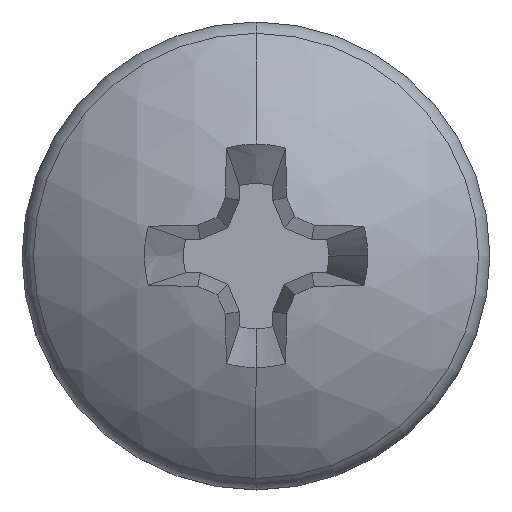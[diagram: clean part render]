
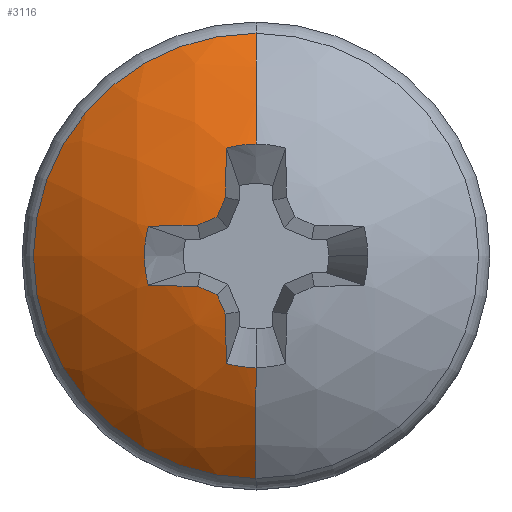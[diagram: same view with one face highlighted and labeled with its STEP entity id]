
A CAD part, top view. The second image highlights one B-rep face of the part: STEP entity #3116.
In plain terms, the highlighted spherical face has radius 4.225 mm.
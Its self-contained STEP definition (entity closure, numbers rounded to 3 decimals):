
#40 = CARTESIAN_POINT ( 'NONE',  ( 0., 0., 36.39 ) ) ;
#41 = DIRECTION ( 'NONE',  ( 0., 0., 1. ) ) ;
#42 = DIRECTION ( 'NONE',  ( 0., -1., 0. ) ) ;
#43 = CARTESIAN_POINT ( 'NONE',  ( 0., 0., 33.275 ) ) ;
#44 = DIRECTION ( 'NONE',  ( -1., 0., 0. ) ) ;
#45 = DIRECTION ( 'NONE',  ( 0., -1., 0. ) ) ;
#46 = CARTESIAN_POINT ( 'NONE',  ( 0., 0., 37.25 ) ) ;
#47 = DIRECTION ( 'NONE',  ( 0., 0., 1. ) ) ;
#48 = DIRECTION ( 'NONE',  ( 0., 1., 0. ) ) ;
#49 = CARTESIAN_POINT ( 'NONE',  ( -0.03, 0., 33.272 ) ) ;
#50 = DIRECTION ( 'NONE',  ( 0.996, 0., 0.087 ) ) ;
#51 = DIRECTION ( 'NONE',  ( 0.087, 0., -0.996 ) ) ;
#52 = CARTESIAN_POINT ( 'NONE',  ( -0.263, -0.109, 33.25 ) ) ;
#53 = DIRECTION ( 'NONE',  ( 0.92, 0.381, 0.087 ) ) ;
#54 = DIRECTION ( 'NONE',  ( -0.383, 0.924, 0. ) ) ;
#55 = CARTESIAN_POINT ( 'NONE',  ( -0.109, -0.263, 33.25 ) ) ;
#56 = DIRECTION ( 'NONE',  ( 0.381, 0.92, 0.087 ) ) ;
#57 = DIRECTION ( 'NONE',  ( -0.924, 0.383, 0. ) ) ;
#58 = CARTESIAN_POINT ( 'NONE',  ( 0., -0.03, 33.272 ) ) ;
#59 = DIRECTION ( 'NONE',  ( 0., 0.996, 0.087 ) ) ;
#60 = DIRECTION ( 'NONE',  ( 0., -0.087, 0.996 ) ) ;
#61 = CARTESIAN_POINT ( 'NONE',  ( 0., 0., 37.25 ) ) ;
#62 = DIRECTION ( 'NONE',  ( 0., 0., 1. ) ) ;
#63 = DIRECTION ( 'NONE',  ( -1., 0., 0. ) ) ;
#64 = CARTESIAN_POINT ( 'NONE',  ( 0., 0.03, 33.272 ) ) ;
#65 = DIRECTION ( 'NONE',  ( 0., -0.996, 0.087 ) ) ;
#66 = DIRECTION ( 'NONE',  ( 0., -0.087, -0.996 ) ) ;
#67 = CARTESIAN_POINT ( 'NONE',  ( -0.109, 0.263, 33.25 ) ) ;
#68 = DIRECTION ( 'NONE',  ( 0.381, -0.92, 0.087 ) ) ;
#69 = DIRECTION ( 'NONE',  ( 0.924, 0.383, 0. ) ) ;
#70 = CARTESIAN_POINT ( 'NONE',  ( -0.263, 0.109, 33.25 ) ) ;
#71 = DIRECTION ( 'NONE',  ( 0.92, -0.381, 0.087 ) ) ;
#72 = DIRECTION ( 'NONE',  ( 0.383, 0.924, 0. ) ) ;
#73 = CARTESIAN_POINT ( 'NONE',  ( -0.03, 0., 33.272 ) ) ;
#74 = DIRECTION ( 'NONE',  ( 0.996, 0., 0.087 ) ) ;
#75 = DIRECTION ( 'NONE',  ( 0.087, 0., -0.996 ) ) ;
#78 = CARTESIAN_POINT ( 'NONE',  ( 0., 0., 37.25 ) ) ;
#79 = DIRECTION ( 'NONE',  ( 0., 0., 1. ) ) ;
#80 = DIRECTION ( 'NONE',  ( -1., 0., 0. ) ) ;
#81 = CARTESIAN_POINT ( 'NONE',  ( 0., 0., 33.275 ) ) ;
#82 = DIRECTION ( 'NONE',  ( 1., 0., 0. ) ) ;
#83 = DIRECTION ( 'NONE',  ( 0., 0., -1. ) ) ;
#505 = CARTESIAN_POINT ( 'NONE',  ( -0.749, -0.393, 37.415 ) ) ;
#511 = CARTESIAN_POINT ( 'NONE',  ( -1.382, -0.378, 37.25 ) ) ;
#520 = CARTESIAN_POINT ( 'NONE',  ( -0.499, -0.499, 37.441 ) ) ;
#529 = CARTESIAN_POINT ( 'NONE',  ( 0., 2.854, 36.39 ) ) ;
#600 = CARTESIAN_POINT ( 'NONE',  ( 0., -1.433, 37.25 ) ) ;
#625 = CARTESIAN_POINT ( 'NONE',  ( 0., -2.854, 36.39 ) ) ;
#640 = CARTESIAN_POINT ( 'NONE',  ( -0.749, 0.393, 37.415 ) ) ;
#662 = CARTESIAN_POINT ( 'NONE',  ( -0.393, -0.749, 37.415 ) ) ;
#669 = CARTESIAN_POINT ( 'NONE',  ( -1.382, 0.378, 37.25 ) ) ;
#689 = CARTESIAN_POINT ( 'NONE',  ( -0.499, 0.499, 37.441 ) ) ;
#756 = CARTESIAN_POINT ( 'NONE',  ( -0.393, 0.749, 37.415 ) ) ;
#757 = CARTESIAN_POINT ( 'NONE',  ( -0.378, 1.382, 37.25 ) ) ;
#760 = CARTESIAN_POINT ( 'NONE',  ( 0., 1.433, 37.25 ) ) ;
#828 = CARTESIAN_POINT ( 'NONE',  ( -0.378, -1.382, 37.25 ) ) ;
#3116 = ADVANCED_FACE ( 'NONE', ( #13489 ), #13488, .T. ) ;
#3426 = EDGE_CURVE ( 'NONE', #10086, #12013, #13822, .T. ) ;
#3427 = EDGE_CURVE ( 'NONE', #12013, #12010, #13820, .T. ) ;
#3428 = EDGE_CURVE ( 'NONE', #12216, #12010, #13824, .T. ) ;
#3429 = EDGE_CURVE ( 'NONE', #12050, #12216, #13825, .T. ) ;
#3430 = EDGE_CURVE ( 'NONE', #10054, #12050, #13826, .T. ) ;
#3431 = EDGE_CURVE ( 'NONE', #9995, #10054, #13827, .T. ) ;
#3432 = EDGE_CURVE ( 'NONE', #10012, #9995, #13828, .T. ) ;
#3433 = EDGE_CURVE ( 'NONE', #12057, #10012, #13829, .T. ) ;
#3434 = EDGE_CURVE ( 'NONE', #12028, #12057, #13830, .T. ) ;
#3435 = EDGE_CURVE ( 'NONE', #12077, #12028, #13831, .T. ) ;
#3436 = EDGE_CURVE ( 'NONE', #12144, #12077, #13832, .T. ) ;
#3437 = EDGE_CURVE ( 'NONE', #12145, #12144, #13833, .T. ) ;
#3438 = EDGE_CURVE ( 'NONE', #12148, #12145, #13834, .T. ) ;
#3439 = EDGE_CURVE ( 'NONE', #10086, #12148, #13835, .T. ) ;
#3798 = AXIS2_PLACEMENT_3D ( 'NONE', #14821, #14820, #14825 ) ;
#3912 = AXIS2_PLACEMENT_3D ( 'NONE', #40, #41, #42 ) ;
#3913 = AXIS2_PLACEMENT_3D ( 'NONE', #43, #44, #45 ) ;
#3914 = AXIS2_PLACEMENT_3D ( 'NONE', #46, #47, #48 ) ;
#3915 = AXIS2_PLACEMENT_3D ( 'NONE', #49, #50, #51 ) ;
#3916 = AXIS2_PLACEMENT_3D ( 'NONE', #52, #53, #54 ) ;
#3917 = AXIS2_PLACEMENT_3D ( 'NONE', #55, #56, #57 ) ;
#3918 = AXIS2_PLACEMENT_3D ( 'NONE', #58, #59, #60 ) ;
#3919 = AXIS2_PLACEMENT_3D ( 'NONE', #61, #62, #63 ) ;
#3920 = AXIS2_PLACEMENT_3D ( 'NONE', #64, #65, #66 ) ;
#3921 = AXIS2_PLACEMENT_3D ( 'NONE', #67, #68, #69 ) ;
#3922 = AXIS2_PLACEMENT_3D ( 'NONE', #70, #71, #72 ) ;
#3923 = AXIS2_PLACEMENT_3D ( 'NONE', #73, #74, #75 ) ;
#3924 = AXIS2_PLACEMENT_3D ( 'NONE', #78, #79, #80 ) ;
#3925 = AXIS2_PLACEMENT_3D ( 'NONE', #81, #82, #83 ) ;
#9995 = VERTEX_POINT ( 'NONE', #505 ) ;
#10012 = VERTEX_POINT ( 'NONE', #511 ) ;
#10054 = VERTEX_POINT ( 'NONE', #520 ) ;
#10086 = VERTEX_POINT ( 'NONE', #529 ) ;
#12010 = VERTEX_POINT ( 'NONE', #600 ) ;
#12013 = VERTEX_POINT ( 'NONE', #625 ) ;
#12028 = VERTEX_POINT ( 'NONE', #640 ) ;
#12050 = VERTEX_POINT ( 'NONE', #662 ) ;
#12057 = VERTEX_POINT ( 'NONE', #669 ) ;
#12077 = VERTEX_POINT ( 'NONE', #689 ) ;
#12144 = VERTEX_POINT ( 'NONE', #756 ) ;
#12145 = VERTEX_POINT ( 'NONE', #757 ) ;
#12148 = VERTEX_POINT ( 'NONE', #760 ) ;
#12216 = VERTEX_POINT ( 'NONE', #828 ) ;
#12592 = EDGE_LOOP ( 'NONE', ( #12823, #12822, #12821, #12819, #12818, #12817, #12815, #12814, #12813, #12812, #12810, #12809, #12808, #12807 ) ) ;
#12807 = ORIENTED_EDGE ( 'NONE', *, *, #3439, .F. ) ;
#12808 = ORIENTED_EDGE ( 'NONE', *, *, #3438, .F. ) ;
#12809 = ORIENTED_EDGE ( 'NONE', *, *, #3437, .F. ) ;
#12810 = ORIENTED_EDGE ( 'NONE', *, *, #3436, .F. ) ;
#12812 = ORIENTED_EDGE ( 'NONE', *, *, #3435, .F. ) ;
#12813 = ORIENTED_EDGE ( 'NONE', *, *, #3434, .F. ) ;
#12814 = ORIENTED_EDGE ( 'NONE', *, *, #3433, .F. ) ;
#12815 = ORIENTED_EDGE ( 'NONE', *, *, #3432, .F. ) ;
#12817 = ORIENTED_EDGE ( 'NONE', *, *, #3431, .F. ) ;
#12818 = ORIENTED_EDGE ( 'NONE', *, *, #3430, .F. ) ;
#12819 = ORIENTED_EDGE ( 'NONE', *, *, #3429, .F. ) ;
#12821 = ORIENTED_EDGE ( 'NONE', *, *, #3428, .F. ) ;
#12822 = ORIENTED_EDGE ( 'NONE', *, *, #3427, .T. ) ;
#12823 = ORIENTED_EDGE ( 'NONE', *, *, #3426, .T. ) ;
#13488 = SPHERICAL_SURFACE ( 'NONE', #3798, 4.225 ) ;
#13489 = FACE_OUTER_BOUND ( 'NONE', #12592, .T. ) ;
#13820 = CIRCLE ( 'NONE', #3913, 4.225 ) ;
#13822 = CIRCLE ( 'NONE', #3912, 2.854 ) ;
#13824 = CIRCLE ( 'NONE', #3914, 1.433 ) ;
#13825 = CIRCLE ( 'NONE', #3915, 4.225 ) ;
#13826 = CIRCLE ( 'NONE', #3916, 4.215 ) ;
#13827 = CIRCLE ( 'NONE', #3917, 4.215 ) ;
#13828 = CIRCLE ( 'NONE', #3918, 4.225 ) ;
#13829 = CIRCLE ( 'NONE', #3919, 1.433 ) ;
#13830 = CIRCLE ( 'NONE', #3920, 4.225 ) ;
#13831 = CIRCLE ( 'NONE', #3921, 4.215 ) ;
#13832 = CIRCLE ( 'NONE', #3922, 4.215 ) ;
#13833 = CIRCLE ( 'NONE', #3923, 4.225 ) ;
#13834 = CIRCLE ( 'NONE', #3924, 1.433 ) ;
#13835 = CIRCLE ( 'NONE', #3925, 4.225 ) ;
#14820 = DIRECTION ( 'NONE',  ( -1., 0., 0. ) ) ;
#14821 = CARTESIAN_POINT ( 'NONE',  ( 0., 0., 33.275 ) ) ;
#14825 = DIRECTION ( 'NONE',  ( 0., 1., 0. ) ) ;
